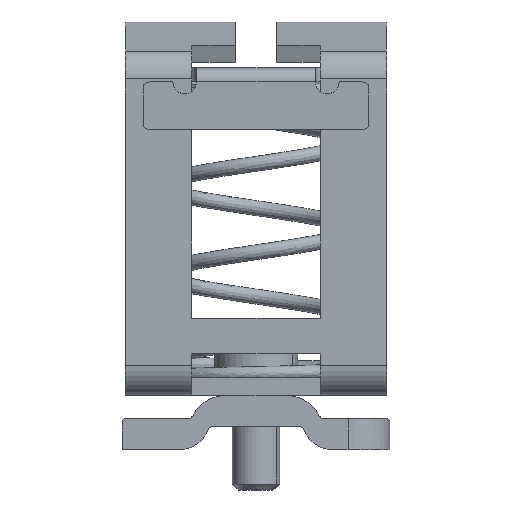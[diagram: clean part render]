
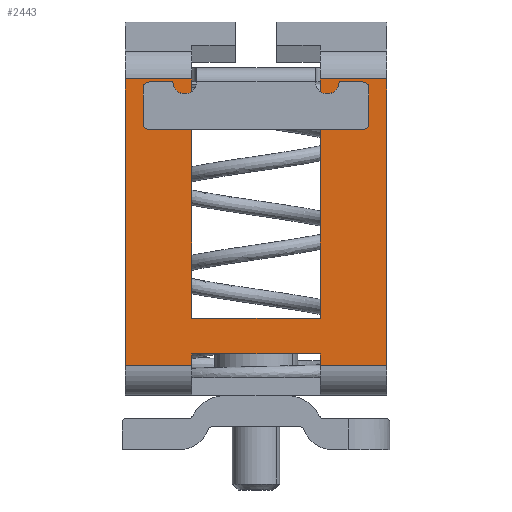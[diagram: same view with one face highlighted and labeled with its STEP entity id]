
A CAD part, left-side view. The second image highlights one B-rep face of the part: STEP entity #2443.
In plain terms, the highlighted planar face has unit normal (-1, 0, 0).
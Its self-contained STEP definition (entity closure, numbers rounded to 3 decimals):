
#2318=AXIS2_PLACEMENT_3D('Plane Axis2P3D',#2315,#2316,#2317) ;
#2329=AXIS2_PLACEMENT_3D('Circle Axis2P3D',#2327,#2328,$) ;
#2343=AXIS2_PLACEMENT_3D('Circle Axis2P3D',#2341,#2342,$) ;
#2357=AXIS2_PLACEMENT_3D('Circle Axis2P3D',#2355,#2356,$) ;
#2377=AXIS2_PLACEMENT_3D('Circle Axis2P3D',#2375,#2376,$) ;
#2391=AXIS2_PLACEMENT_3D('Circle Axis2P3D',#2389,#2390,$) ;
#2405=AXIS2_PLACEMENT_3D('Circle Axis2P3D',#2403,#2404,$) ;
#1608=CARTESIAN_POINT('Vertex',(1.2,22.25,34.604)) ;
#1632=CARTESIAN_POINT('Vertex',(1.2,16.65,34.604)) ;
#1867=CARTESIAN_POINT('Line Origine',(1.2,11.25,34.604)) ;
#1888=CARTESIAN_POINT('Vertex',(1.2,22.25,10.45)) ;
#1891=CARTESIAN_POINT('Line Origine',(1.2,22.25,22.527)) ;
#1908=CARTESIAN_POINT('Line Origine',(1.2,16.65,34.079)) ;
#1912=CARTESIAN_POINT('Vertex',(1.2,16.65,33.553)) ;
#1919=CARTESIAN_POINT('Vertex',(1.2,16.65,30.353)) ;
#1922=CARTESIAN_POINT('Line Origine',(1.2,16.65,22.402)) ;
#1926=CARTESIAN_POINT('Vertex',(1.2,16.65,14.45)) ;
#1952=CARTESIAN_POINT('Vertex',(1.2,0.25,34.604)) ;
#1955=CARTESIAN_POINT('Line Origine',(1.2,0.25,22.527)) ;
#1959=CARTESIAN_POINT('Vertex',(1.2,0.25,10.45)) ;
#2051=CARTESIAN_POINT('Vertex',(1.2,5.85,14.45)) ;
#2054=CARTESIAN_POINT('Line Origine',(1.2,5.85,22.402)) ;
#2058=CARTESIAN_POINT('Vertex',(1.2,5.85,30.353)) ;
#2065=CARTESIAN_POINT('Vertex',(1.2,5.85,33.553)) ;
#2068=CARTESIAN_POINT('Line Origine',(1.2,5.85,34.079)) ;
#2072=CARTESIAN_POINT('Vertex',(1.2,5.85,34.604)) ;
#2094=CARTESIAN_POINT('Line Origine',(1.2,11.25,14.45)) ;
#2167=CARTESIAN_POINT('Vertex',(1.2,16.65,11.45)) ;
#2170=CARTESIAN_POINT('Line Origine',(1.2,16.65,10.95)) ;
#2174=CARTESIAN_POINT('Vertex',(1.2,16.65,10.45)) ;
#2198=CARTESIAN_POINT('Vertex',(1.2,5.85,11.45)) ;
#2201=CARTESIAN_POINT('Line Origine',(1.2,11.25,11.45)) ;
#2264=CARTESIAN_POINT('Vertex',(1.2,5.85,10.45)) ;
#2267=CARTESIAN_POINT('Line Origine',(1.2,5.85,10.95)) ;
#2315=CARTESIAN_POINT('Axis2P3D Location',(1.2,11.25,9.45)) ;
#2320=CARTESIAN_POINT('Line Origine',(1.2,18.45,30.353)) ;
#2324=CARTESIAN_POINT('Vertex',(1.2,20.25,30.353)) ;
#2327=CARTESIAN_POINT('Axis2P3D Location',(1.2,20.25,30.853)) ;
#2331=CARTESIAN_POINT('Vertex',(1.2,20.75,30.853)) ;
#2334=CARTESIAN_POINT('Line Origine',(1.2,20.75,32.353)) ;
#2338=CARTESIAN_POINT('Vertex',(1.2,20.75,33.853)) ;
#2341=CARTESIAN_POINT('Axis2P3D Location',(1.2,20.25,33.853)) ;
#2345=CARTESIAN_POINT('Vertex',(1.2,20.25,34.353)) ;
#2348=CARTESIAN_POINT('Line Origine',(1.2,19.25,34.353)) ;
#2352=CARTESIAN_POINT('Vertex',(1.2,18.25,34.353)) ;
#2355=CARTESIAN_POINT('Axis2P3D Location',(1.2,17.25,34.353)) ;
#2360=CARTESIAN_POINT('Line Origine',(1.2,19.45,10.45)) ;
#2365=CARTESIAN_POINT('Line Origine',(1.2,3.05,10.45)) ;
#2370=CARTESIAN_POINT('Line Origine',(1.2,3.05,34.604)) ;
#2375=CARTESIAN_POINT('Axis2P3D Location',(1.2,5.25,34.353)) ;
#2379=CARTESIAN_POINT('Vertex',(1.2,4.25,34.353)) ;
#2382=CARTESIAN_POINT('Line Origine',(1.2,3.25,34.353)) ;
#2386=CARTESIAN_POINT('Vertex',(1.2,2.25,34.353)) ;
#2389=CARTESIAN_POINT('Axis2P3D Location',(1.2,2.25,33.853)) ;
#2393=CARTESIAN_POINT('Vertex',(1.2,1.75,33.853)) ;
#2396=CARTESIAN_POINT('Line Origine',(1.2,1.75,32.353)) ;
#2400=CARTESIAN_POINT('Vertex',(1.2,1.75,30.853)) ;
#2403=CARTESIAN_POINT('Axis2P3D Location',(1.2,2.25,30.853)) ;
#2407=CARTESIAN_POINT('Vertex',(1.2,2.25,30.353)) ;
#2410=CARTESIAN_POINT('Line Origine',(1.2,4.05,30.353)) ;
#1868=DIRECTION('Vector Direction',(0.,-1.,0.)) ;
#1892=DIRECTION('Vector Direction',(0.,0.,-1.)) ;
#1909=DIRECTION('Vector Direction',(0.,0.,1.)) ;
#1923=DIRECTION('Vector Direction',(0.,0.,1.)) ;
#1956=DIRECTION('Vector Direction',(0.,0.,-1.)) ;
#2055=DIRECTION('Vector Direction',(0.,0.,1.)) ;
#2069=DIRECTION('Vector Direction',(0.,0.,1.)) ;
#2095=DIRECTION('Vector Direction',(0.,1.,0.)) ;
#2171=DIRECTION('Vector Direction',(0.,0.,-1.)) ;
#2202=DIRECTION('Vector Direction',(0.,1.,0.)) ;
#2268=DIRECTION('Vector Direction',(0.,0.,1.)) ;
#2316=DIRECTION('Axis2P3D Direction',(-1.,0.,0.)) ;
#2317=DIRECTION('Axis2P3D XDirection',(0.,-1.,0.)) ;
#2321=DIRECTION('Vector Direction',(0.,-1.,0.)) ;
#2328=DIRECTION('Axis2P3D Direction',(-1.,0.,0.)) ;
#2335=DIRECTION('Vector Direction',(0.,0.,1.)) ;
#2342=DIRECTION('Axis2P3D Direction',(-1.,0.,0.)) ;
#2349=DIRECTION('Vector Direction',(0.,1.,0.)) ;
#2356=DIRECTION('Axis2P3D Direction',(-1.,0.,0.)) ;
#2361=DIRECTION('Vector Direction',(0.,-1.,0.)) ;
#2366=DIRECTION('Vector Direction',(0.,-1.,0.)) ;
#2371=DIRECTION('Vector Direction',(0.,-1.,0.)) ;
#2376=DIRECTION('Axis2P3D Direction',(-1.,0.,0.)) ;
#2383=DIRECTION('Vector Direction',(0.,1.,0.)) ;
#2390=DIRECTION('Axis2P3D Direction',(-1.,0.,0.)) ;
#2397=DIRECTION('Vector Direction',(0.,0.,-1.)) ;
#2404=DIRECTION('Axis2P3D Direction',(-1.,0.,0.)) ;
#2411=DIRECTION('Vector Direction',(0.,-1.,0.)) ;
#1869=VECTOR('Line Direction',#1868,1.) ;
#1893=VECTOR('Line Direction',#1892,1.) ;
#1910=VECTOR('Line Direction',#1909,1.) ;
#1924=VECTOR('Line Direction',#1923,1.) ;
#1957=VECTOR('Line Direction',#1956,1.) ;
#2056=VECTOR('Line Direction',#2055,1.) ;
#2070=VECTOR('Line Direction',#2069,1.) ;
#2096=VECTOR('Line Direction',#2095,1.) ;
#2172=VECTOR('Line Direction',#2171,1.) ;
#2203=VECTOR('Line Direction',#2202,1.) ;
#2269=VECTOR('Line Direction',#2268,1.) ;
#2322=VECTOR('Line Direction',#2321,1.) ;
#2336=VECTOR('Line Direction',#2335,1.) ;
#2350=VECTOR('Line Direction',#2349,1.) ;
#2362=VECTOR('Line Direction',#2361,1.) ;
#2367=VECTOR('Line Direction',#2366,1.) ;
#2372=VECTOR('Line Direction',#2371,1.) ;
#2384=VECTOR('Line Direction',#2383,1.) ;
#2398=VECTOR('Line Direction',#2397,1.) ;
#2412=VECTOR('Line Direction',#2411,1.) ;
#2416=ORIENTED_EDGE('',*,*,#2060,.F.) ;
#2417=ORIENTED_EDGE('',*,*,#2098,.T.) ;
#2418=ORIENTED_EDGE('',*,*,#1928,.T.) ;
#2419=ORIENTED_EDGE('',*,*,#2326,.F.) ;
#2420=ORIENTED_EDGE('',*,*,#2333,.F.) ;
#2421=ORIENTED_EDGE('',*,*,#2340,.F.) ;
#2422=ORIENTED_EDGE('',*,*,#2347,.F.) ;
#2423=ORIENTED_EDGE('',*,*,#2354,.F.) ;
#2424=ORIENTED_EDGE('',*,*,#2359,.F.) ;
#2425=ORIENTED_EDGE('',*,*,#1914,.T.) ;
#2426=ORIENTED_EDGE('',*,*,#1871,.F.) ;
#2427=ORIENTED_EDGE('',*,*,#1895,.T.) ;
#2428=ORIENTED_EDGE('',*,*,#2364,.T.) ;
#2429=ORIENTED_EDGE('',*,*,#2176,.F.) ;
#2430=ORIENTED_EDGE('',*,*,#2205,.F.) ;
#2431=ORIENTED_EDGE('',*,*,#2271,.F.) ;
#2432=ORIENTED_EDGE('',*,*,#2369,.T.) ;
#2433=ORIENTED_EDGE('',*,*,#1961,.F.) ;
#2434=ORIENTED_EDGE('',*,*,#2374,.F.) ;
#2435=ORIENTED_EDGE('',*,*,#2074,.F.) ;
#2436=ORIENTED_EDGE('',*,*,#2381,.F.) ;
#2437=ORIENTED_EDGE('',*,*,#2388,.F.) ;
#2438=ORIENTED_EDGE('',*,*,#2395,.F.) ;
#2439=ORIENTED_EDGE('',*,*,#2402,.F.) ;
#2440=ORIENTED_EDGE('',*,*,#2409,.F.) ;
#2441=ORIENTED_EDGE('',*,*,#2414,.F.) ;
#2443=ADVANCED_FACE('V1',(#2442),#2319,.T.) ;
#2330=CIRCLE('generated circle',#2329,0.5) ;
#2344=CIRCLE('generated circle',#2343,0.5) ;
#2358=CIRCLE('generated circle',#2357,1.) ;
#2378=CIRCLE('generated circle',#2377,1.) ;
#2392=CIRCLE('generated circle',#2391,0.5) ;
#2406=CIRCLE('generated circle',#2405,0.5) ;
#1871=EDGE_CURVE('',#1609,#1633,#1870,.T.) ;
#1895=EDGE_CURVE('',#1609,#1889,#1894,.T.) ;
#1914=EDGE_CURVE('',#1913,#1633,#1911,.T.) ;
#1928=EDGE_CURVE('',#1927,#1920,#1925,.T.) ;
#1961=EDGE_CURVE('',#1953,#1960,#1958,.T.) ;
#2060=EDGE_CURVE('',#2052,#2059,#2057,.T.) ;
#2074=EDGE_CURVE('',#2066,#2073,#2071,.T.) ;
#2098=EDGE_CURVE('',#2052,#1927,#2097,.T.) ;
#2176=EDGE_CURVE('',#2168,#2175,#2173,.T.) ;
#2205=EDGE_CURVE('',#2199,#2168,#2204,.T.) ;
#2271=EDGE_CURVE('',#2265,#2199,#2270,.T.) ;
#2326=EDGE_CURVE('',#2325,#1920,#2323,.T.) ;
#2333=EDGE_CURVE('',#2332,#2325,#2330,.T.) ;
#2340=EDGE_CURVE('',#2339,#2332,#2337,.F.) ;
#2347=EDGE_CURVE('',#2346,#2339,#2344,.T.) ;
#2354=EDGE_CURVE('',#2353,#2346,#2351,.T.) ;
#2359=EDGE_CURVE('',#1913,#2353,#2358,.F.) ;
#2364=EDGE_CURVE('',#1889,#2175,#2363,.T.) ;
#2369=EDGE_CURVE('',#2265,#1960,#2368,.T.) ;
#2374=EDGE_CURVE('',#2073,#1953,#2373,.T.) ;
#2381=EDGE_CURVE('',#2380,#2066,#2378,.F.) ;
#2388=EDGE_CURVE('',#2387,#2380,#2385,.T.) ;
#2395=EDGE_CURVE('',#2394,#2387,#2392,.T.) ;
#2402=EDGE_CURVE('',#2401,#2394,#2399,.F.) ;
#2409=EDGE_CURVE('',#2408,#2401,#2406,.T.) ;
#2414=EDGE_CURVE('',#2059,#2408,#2413,.T.) ;
#2415=EDGE_LOOP('',(#2416,#2417,#2418,#2419,#2420,#2421,#2422,#2423,#2424,#2425,#2426,#2427,#2428,#2429,#2430,#2431,#2432,#2433,#2434,#2435,#2436,#2437,#2438,#2439,#2440,#2441)) ;
#2442=FACE_OUTER_BOUND('',#2415,.T.) ;
#1870=LINE('Line',#1867,#1869) ;
#1894=LINE('Line',#1891,#1893) ;
#1911=LINE('Line',#1908,#1910) ;
#1925=LINE('Line',#1922,#1924) ;
#1958=LINE('Line',#1955,#1957) ;
#2057=LINE('Line',#2054,#2056) ;
#2071=LINE('Line',#2068,#2070) ;
#2097=LINE('Line',#2094,#2096) ;
#2173=LINE('Line',#2170,#2172) ;
#2204=LINE('Line',#2201,#2203) ;
#2270=LINE('Line',#2267,#2269) ;
#2323=LINE('Line',#2320,#2322) ;
#2337=LINE('Line',#2334,#2336) ;
#2351=LINE('Line',#2348,#2350) ;
#2363=LINE('Line',#2360,#2362) ;
#2368=LINE('Line',#2365,#2367) ;
#2373=LINE('Line',#2370,#2372) ;
#2385=LINE('Line',#2382,#2384) ;
#2399=LINE('Line',#2396,#2398) ;
#2413=LINE('Line',#2410,#2412) ;
#2319=PLANE('',#2318) ;
#1609=VERTEX_POINT('',#1608) ;
#1633=VERTEX_POINT('',#1632) ;
#1889=VERTEX_POINT('',#1888) ;
#1913=VERTEX_POINT('',#1912) ;
#1920=VERTEX_POINT('',#1919) ;
#1927=VERTEX_POINT('',#1926) ;
#1953=VERTEX_POINT('',#1952) ;
#1960=VERTEX_POINT('',#1959) ;
#2052=VERTEX_POINT('',#2051) ;
#2059=VERTEX_POINT('',#2058) ;
#2066=VERTEX_POINT('',#2065) ;
#2073=VERTEX_POINT('',#2072) ;
#2168=VERTEX_POINT('',#2167) ;
#2175=VERTEX_POINT('',#2174) ;
#2199=VERTEX_POINT('',#2198) ;
#2265=VERTEX_POINT('',#2264) ;
#2325=VERTEX_POINT('',#2324) ;
#2332=VERTEX_POINT('',#2331) ;
#2339=VERTEX_POINT('',#2338) ;
#2346=VERTEX_POINT('',#2345) ;
#2353=VERTEX_POINT('',#2352) ;
#2380=VERTEX_POINT('',#2379) ;
#2387=VERTEX_POINT('',#2386) ;
#2394=VERTEX_POINT('',#2393) ;
#2401=VERTEX_POINT('',#2400) ;
#2408=VERTEX_POINT('',#2407) ;
